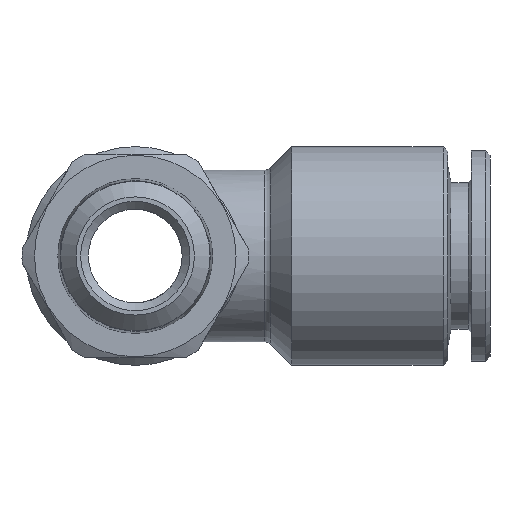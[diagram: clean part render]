
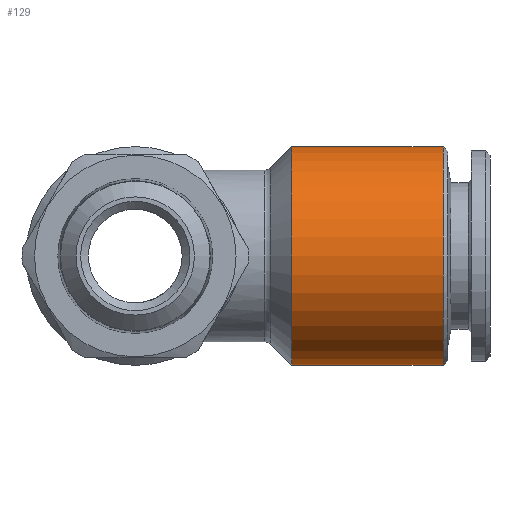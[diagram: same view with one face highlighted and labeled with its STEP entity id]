
A CAD part, front view. The second image highlights one B-rep face of the part: STEP entity #129.
In plain terms, the highlighted cylindrical face has radius 7 mm (diameter 14 mm), a full revolution.
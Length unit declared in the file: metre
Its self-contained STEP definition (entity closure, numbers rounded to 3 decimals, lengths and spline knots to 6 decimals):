
#129 = ADVANCED_FACE( 'NONE', ( #313, #314 ), #315, .T. );
#313 = FACE_OUTER_BOUND( '', #602, .T. );
#314 = FACE_OUTER_BOUND( '', #603, .T. );
#315 = CYLINDRICAL_SURFACE( '', #604, 0.007 );
#602 = EDGE_LOOP( '', ( #1228 ) );
#603 = EDGE_LOOP( '', ( #1229 ) );
#604 = AXIS2_PLACEMENT_3D( '', #1230, #1231, #1232 );
#1228 = ORIENTED_EDGE( '', *, *, #1647, .F. );
#1229 = ORIENTED_EDGE( '', *, *, #1648, .T. );
#1230 = CARTESIAN_POINT( '', ( 0., 0., 0. ) );
#1231 = DIRECTION( '', ( 1., 0., 0. ) );
#1232 = DIRECTION( '', ( 0., 0., 1. ) );
#1647 = EDGE_CURVE( 'NONE', #1879, #1879, #1880, .T. );
#1648 = EDGE_CURVE( 'NONE', #1881, #1881, #1882, .T. );
#1879 = VERTEX_POINT( '', #2219 );
#1880 = CIRCLE( '', #2220, 0.007 );
#1881 = VERTEX_POINT( '', #2221 );
#1882 = CIRCLE( '', #2222, 0.007 );
#2219 = CARTESIAN_POINT( '', ( 0.01, 0., -0.007 ) );
#2220 = AXIS2_PLACEMENT_3D( '', #2722, #2723, #2724 );
#2221 = CARTESIAN_POINT( '', ( 0.0197, 0., 0.007 ) );
#2222 = AXIS2_PLACEMENT_3D( '', #2725, #2726, #2727 );
#2722 = CARTESIAN_POINT( '', ( 0.01, 0., 0. ) );
#2723 = DIRECTION( '', ( -1., 0., 0. ) );
#2724 = DIRECTION( '', ( 0., 0., -1. ) );
#2725 = CARTESIAN_POINT( '', ( 0.0197, 0., 0. ) );
#2726 = DIRECTION( '', ( -1., 0., 0. ) );
#2727 = DIRECTION( '', ( 0., 0., 1. ) );
